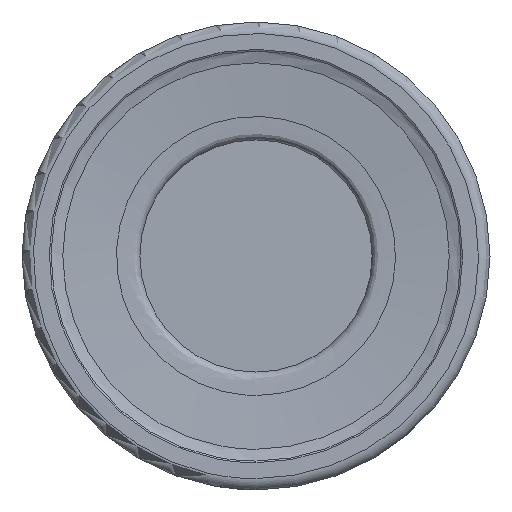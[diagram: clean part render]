
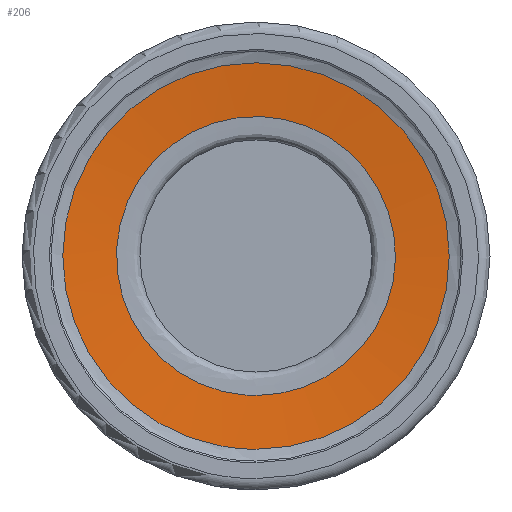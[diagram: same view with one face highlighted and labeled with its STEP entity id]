
A CAD part, left-side view. The second image highlights one B-rep face of the part: STEP entity #206.
In plain terms, the highlighted face is a revolution surface.
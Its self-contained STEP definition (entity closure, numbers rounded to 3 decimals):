
#25=SURFACE_OF_REVOLUTION('',#47,#36);
#36=AXIS1_PLACEMENT('',#676,#576);
#47=B_SPLINE_CURVE_WITH_KNOTS('',3,(#669,#670,#671,#672,#673,#674,#675),
 .UNSPECIFIED.,.F.,.F.,(4,1,1,1,4),(0.,0.25,0.5,0.75,1.),.UNSPECIFIED.);
#206=ADVANCED_FACE('',(#251,#252),#25,.T.);
#251=FACE_BOUND('',#305,.T.);
#252=FACE_BOUND('',#306,.T.);
#305=EDGE_LOOP('',(#359));
#306=EDGE_LOOP('',(#360));
#359=ORIENTED_EDGE('',*,*,#426,.F.);
#360=ORIENTED_EDGE('',*,*,#425,.T.);
#398=VERTEX_POINT('',#657);
#399=VERTEX_POINT('',#668);
#425=EDGE_CURVE('',#398,#398,#452,.T.);
#426=EDGE_CURVE('',#399,#399,#453,.T.);
#452=CIRCLE('',#495,7.453);
#453=CIRCLE('',#496,10.323);
#495=AXIS2_PLACEMENT_3D('',#656,#571,#572);
#496=AXIS2_PLACEMENT_3D('',#667,#574,#575);
#571=DIRECTION('',(1.,0.,0.));
#572=DIRECTION('',(0.,0.,-1.));
#574=DIRECTION('',(1.,0.,0.));
#575=DIRECTION('',(0.,0.,-1.));
#576=DIRECTION('',(1.,0.,0.));
#656=CARTESIAN_POINT('',(0.561,0.,0.));
#657=CARTESIAN_POINT('',(0.561,0.,-7.453));
#667=CARTESIAN_POINT('',(0.302,0.,0.));
#668=CARTESIAN_POINT('',(0.302,0.,-10.323));
#669=CARTESIAN_POINT('',(0.561,7.368,-1.121));
#670=CARTESIAN_POINT('',(0.541,7.613,-1.067));
#671=CARTESIAN_POINT('',(0.496,8.104,-0.959));
#672=CARTESIAN_POINT('',(0.432,8.841,-0.797));
#673=CARTESIAN_POINT('',(0.366,9.575,-0.636));
#674=CARTESIAN_POINT('',(0.323,10.067,-0.528));
#675=CARTESIAN_POINT('',(0.302,10.312,-0.474));
#676=CARTESIAN_POINT('',(48.701,0.,0.));
